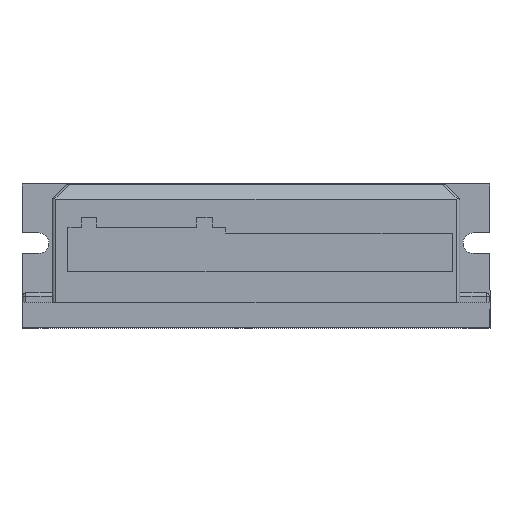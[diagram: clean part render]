
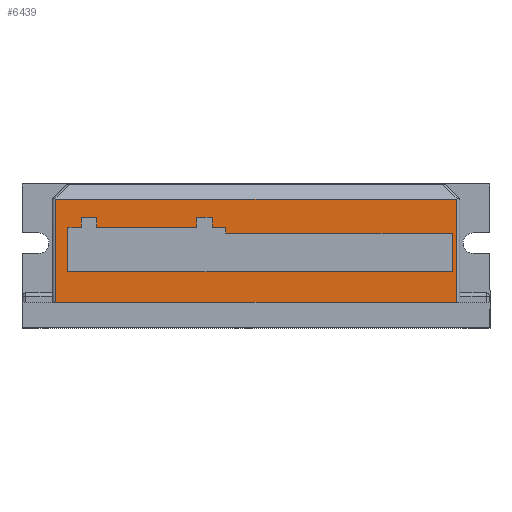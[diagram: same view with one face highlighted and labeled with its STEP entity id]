
A CAD part, top view. The second image highlights one B-rep face of the part: STEP entity #6439.
In plain terms, the highlighted planar face has unit normal (0, 0, 1).
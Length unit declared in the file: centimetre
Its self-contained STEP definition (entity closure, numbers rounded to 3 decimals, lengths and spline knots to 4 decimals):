
#89 = DIRECTION ( 'NONE',  ( 0., -1., 0. ) ) ;
#122 = VECTOR ( 'NONE', #1078, 100. ) ;
#190 = ORIENTED_EDGE ( 'NONE', *, *, #1543, .T. ) ;
#216 = ORIENTED_EDGE ( 'NONE', *, *, #4560, .T. ) ;
#218 = VECTOR ( 'NONE', #6349, 100. ) ;
#345 = EDGE_CURVE ( 'NONE', #4558, #2253, #4595, .T. ) ;
#446 = CARTESIAN_POINT ( 'NONE',  ( 0., 0.1968, 0. ) ) ;
#485 = CARTESIAN_POINT ( 'NONE',  ( -0.602, 0.254, 0. ) ) ;
#618 = ORIENTED_EDGE ( 'NONE', *, *, #5725, .T. ) ;
#628 = CARTESIAN_POINT ( 'NONE',  ( 0., 0.87, 0. ) ) ;
#638 = EDGE_CURVE ( 'NONE', #3035, #2560, #6462, .T. ) ;
#781 = VERTEX_POINT ( 'NONE', #3688 ) ;
#855 = ORIENTED_EDGE ( 'NONE', *, *, #7161, .F. ) ;
#921 = LINE ( 'NONE', #2431, #218 ) ;
#1078 = DIRECTION ( 'NONE',  ( 0., 1., 0. ) ) ;
#1086 = EDGE_CURVE ( 'NONE', #2035, #6667, #6637, .T. ) ;
#1162 = LINE ( 'NONE', #446, #5912 ) ;
#1176 = LINE ( 'NONE', #628, #7002 ) ;
#1179 = CARTESIAN_POINT ( 'NONE',  ( -3.9624, -1.1748, 0. ) ) ;
#1200 = VECTOR ( 'NONE', #1223, 100. ) ;
#1215 = ORIENTED_EDGE ( 'NONE', *, *, #5717, .T. ) ;
#1223 = DIRECTION ( 'NONE',  ( 0., 1., 0. ) ) ;
#1266 = VECTOR ( 'NONE', #6407, 100. ) ;
#1319 = DIRECTION ( 'NONE',  ( 0., 0., 1. ) ) ;
#1355 = DIRECTION ( 'NONE',  ( 1., 0., 0. ) ) ;
#1365 = LINE ( 'NONE', #3862, #2920 ) ;
#1383 = CARTESIAN_POINT ( 'NONE',  ( 0., 0.3112, 0. ) ) ;
#1414 = ORIENTED_EDGE ( 'NONE', *, *, #4219, .T. ) ;
#1531 = CARTESIAN_POINT ( 'NONE',  ( -3.7262, 0.3112, 0. ) ) ;
#1543 = EDGE_CURVE ( 'NONE', #4083, #7384, #1162, .T. ) ;
#1632 = EDGE_CURVE ( 'NONE', #4083, #781, #5017, .T. ) ;
#1657 = FACE_OUTER_BOUND ( 'NONE', #5791, .T. ) ;
#1807 = VECTOR ( 'NONE', #3158, 100. ) ;
#1838 = EDGE_CURVE ( 'NONE', #6667, #5208, #2764, .T. ) ;
#1946 = EDGE_CURVE ( 'NONE', #5208, #4824, #6864, .T. ) ;
#1974 = DIRECTION ( 'NONE',  ( 1., 0., 0. ) ) ;
#2026 = ORIENTED_EDGE ( 'NONE', *, *, #2678, .T. ) ;
#2035 = VERTEX_POINT ( 'NONE', #4881 ) ;
#2081 = VERTEX_POINT ( 'NONE', #5538 ) ;
#2128 = DIRECTION ( 'NONE',  ( 0., 1., 0. ) ) ;
#2216 = CARTESIAN_POINT ( 'NONE',  ( 3.9624, 0.87, 0. ) ) ;
#2240 = CARTESIAN_POINT ( 'NONE',  ( -3.9624, -1.1748, 0. ) ) ;
#2253 = VERTEX_POINT ( 'NONE', #4903 ) ;
#2276 = LINE ( 'NONE', #5170, #2456 ) ;
#2360 = DIRECTION ( 'NONE',  ( 0., -1., 0. ) ) ;
#2370 = CARTESIAN_POINT ( 'NONE',  ( -3.7262, -1.1748, 0. ) ) ;
#2389 = CARTESIAN_POINT ( 'NONE',  ( 3.8862, 0.1968, 0. ) ) ;
#2431 = CARTESIAN_POINT ( 'NONE',  ( 3.8862, -1.1748, 0. ) ) ;
#2438 = VECTOR ( 'NONE', #5093, 100. ) ;
#2456 = VECTOR ( 'NONE', #4590, 100. ) ;
#2463 = PLANE ( 'NONE',  #5917 ) ;
#2560 = VERTEX_POINT ( 'NONE', #2240 ) ;
#2564 = CARTESIAN_POINT ( 'NONE',  ( -3.9624, -1.1748, 0. ) ) ;
#2595 = CARTESIAN_POINT ( 'NONE',  ( -4.6355, -1.1748, 0. ) ) ;
#2639 = LINE ( 'NONE', #4803, #4691 ) ;
#2663 = ORIENTED_EDGE ( 'NONE', *, *, #1946, .T. ) ;
#2678 = EDGE_CURVE ( 'NONE', #7384, #2035, #921, .T. ) ;
#2700 = ORIENTED_EDGE ( 'NONE', *, *, #5026, .T. ) ;
#2734 = CARTESIAN_POINT ( 'NONE',  ( -1.1735, -1.1748, 0. ) ) ;
#2742 = LINE ( 'NONE', #1179, #3529 ) ;
#2764 = LINE ( 'NONE', #2370, #1200 ) ;
#2798 = CARTESIAN_POINT ( 'NONE',  ( -3.7262, -0.5652, 0. ) ) ;
#2813 = CARTESIAN_POINT ( 'NONE',  ( -3.9624, 0.87, 0. ) ) ;
#2920 = VECTOR ( 'NONE', #2360, 100. ) ;
#2949 = CARTESIAN_POINT ( 'NONE',  ( -3.1547, -1.1748, 0. ) ) ;
#3035 = VERTEX_POINT ( 'NONE', #6153 ) ;
#3059 = CARTESIAN_POINT ( 'NONE',  ( -3.1547, 0.3112, 0. ) ) ;
#3064 = CARTESIAN_POINT ( 'NONE',  ( 0., 0.3112, 0. ) ) ;
#3158 = DIRECTION ( 'NONE',  ( -1., 0., 0. ) ) ;
#3491 = ORIENTED_EDGE ( 'NONE', *, *, #1086, .T. ) ;
#3529 = VECTOR ( 'NONE', #4141, 100. ) ;
#3562 = CARTESIAN_POINT ( 'NONE',  ( -0.602, 0.1968, 0. ) ) ;
#3575 = DIRECTION ( 'NONE',  ( 1., 0., 0. ) ) ;
#3688 = CARTESIAN_POINT ( 'NONE',  ( -0.602, 0.3112, 0. ) ) ;
#3862 = CARTESIAN_POINT ( 'NONE',  ( 3.9624, -0.1485, 0. ) ) ;
#3957 = CARTESIAN_POINT ( 'NONE',  ( -3.4595, -1.1748, 0. ) ) ;
#3993 = CARTESIAN_POINT ( 'NONE',  ( -3.4595, 0.5067, 0. ) ) ;
#4049 = CARTESIAN_POINT ( 'NONE',  ( -1.1735, 0.3112, 0. ) ) ;
#4083 = VERTEX_POINT ( 'NONE', #3562 ) ;
#4085 = EDGE_CURVE ( 'NONE', #6075, #7377, #4521, .T. ) ;
#4095 = DIRECTION ( 'NONE',  ( -1., 0., 0. ) ) ;
#4104 = EDGE_LOOP ( 'NONE', ( #4638, #5612, #190, #2026, #3491, #5603, #2663, #5089, #2700, #4284, #1414, #216, #6868, #1215 ) ) ;
#4141 = DIRECTION ( 'NONE',  ( 0., -1., 0. ) ) ;
#4219 = EDGE_CURVE ( 'NONE', #7377, #6874, #5234, .T. ) ;
#4246 = VECTOR ( 'NONE', #2128, 100. ) ;
#4255 = VECTOR ( 'NONE', #89, 100. ) ;
#4269 = ORIENTED_EDGE ( 'NONE', *, *, #638, .F. ) ;
#4284 = ORIENTED_EDGE ( 'NONE', *, *, #4085, .T. ) ;
#4342 = VECTOR ( 'NONE', #1974, 100. ) ;
#4521 = LINE ( 'NONE', #2949, #4255 ) ;
#4558 = VERTEX_POINT ( 'NONE', #7244 ) ;
#4560 = EDGE_CURVE ( 'NONE', #6874, #4558, #6933, .T. ) ;
#4590 = DIRECTION ( 'NONE',  ( 0., -1., 0. ) ) ;
#4595 = LINE ( 'NONE', #5810, #1266 ) ;
#4604 = EDGE_CURVE ( 'NONE', #4824, #6261, #5407, .T. ) ;
#4638 = ORIENTED_EDGE ( 'NONE', *, *, #6191, .T. ) ;
#4691 = VECTOR ( 'NONE', #1355, 100. ) ;
#4803 = CARTESIAN_POINT ( 'NONE',  ( 0., 0.5067, 0. ) ) ;
#4824 = VERTEX_POINT ( 'NONE', #7432 ) ;
#4881 = CARTESIAN_POINT ( 'NONE',  ( 3.8862, -0.5652, 0. ) ) ;
#4903 = CARTESIAN_POINT ( 'NONE',  ( -0.8687, 0.5067, 0. ) ) ;
#5014 = CARTESIAN_POINT ( 'NONE',  ( 0., -0.5652, 0. ) ) ;
#5017 = LINE ( 'NONE', #485, #2438 ) ;
#5026 = EDGE_CURVE ( 'NONE', #6261, #6075, #2639, .T. ) ;
#5089 = ORIENTED_EDGE ( 'NONE', *, *, #4604, .T. ) ;
#5093 = DIRECTION ( 'NONE',  ( 0., 1., 0. ) ) ;
#5162 = DIRECTION ( 'NONE',  ( 1., 0., 0. ) ) ;
#5170 = CARTESIAN_POINT ( 'NONE',  ( -0.8687, -1.1748, 0. ) ) ;
#5208 = VERTEX_POINT ( 'NONE', #1531 ) ;
#5234 = LINE ( 'NONE', #1383, #4342 ) ;
#5271 = ORIENTED_EDGE ( 'NONE', *, *, #5547, .T. ) ;
#5407 = LINE ( 'NONE', #3957, #122 ) ;
#5538 = CARTESIAN_POINT ( 'NONE',  ( -0.8687, 0.3112, 0. ) ) ;
#5547 = EDGE_CURVE ( 'NONE', #6696, #2560, #2742, .T. ) ;
#5603 = ORIENTED_EDGE ( 'NONE', *, *, #1838, .T. ) ;
#5607 = FACE_BOUND ( 'NONE', #4104, .T. ) ;
#5612 = ORIENTED_EDGE ( 'NONE', *, *, #1632, .F. ) ;
#5717 = EDGE_CURVE ( 'NONE', #2253, #2081, #2276, .T. ) ;
#5725 = EDGE_CURVE ( 'NONE', #7033, #6696, #1176, .T. ) ;
#5791 = EDGE_LOOP ( 'NONE', ( #5271, #4269, #855, #618 ) ) ;
#5810 = CARTESIAN_POINT ( 'NONE',  ( 0., 0.5067, 0. ) ) ;
#5912 = VECTOR ( 'NONE', #7390, 100. ) ;
#5917 = AXIS2_PLACEMENT_3D ( 'NONE', #2564, #1319, #5952 ) ;
#5952 = DIRECTION ( 'NONE',  ( 1., 0., 0. ) ) ;
#6075 = VERTEX_POINT ( 'NONE', #7343 ) ;
#6146 = VECTOR ( 'NONE', #5162, 100. ) ;
#6153 = CARTESIAN_POINT ( 'NONE',  ( 3.9624, -1.1748, 0. ) ) ;
#6169 = DIRECTION ( 'NONE',  ( -1., 0., 0. ) ) ;
#6191 = EDGE_CURVE ( 'NONE', #2081, #781, #6781, .T. ) ;
#6261 = VERTEX_POINT ( 'NONE', #3993 ) ;
#6349 = DIRECTION ( 'NONE',  ( 0., -1., 0. ) ) ;
#6407 = DIRECTION ( 'NONE',  ( 1., 0., 0. ) ) ;
#6439 = ADVANCED_FACE ( 'NONE', ( #5607, #1657 ), #2463, .T. ) ;
#6462 = LINE ( 'NONE', #2595, #1807 ) ;
#6637 = LINE ( 'NONE', #5014, #7085 ) ;
#6667 = VERTEX_POINT ( 'NONE', #2798 ) ;
#6696 = VERTEX_POINT ( 'NONE', #2813 ) ;
#6781 = LINE ( 'NONE', #7382, #6146 ) ;
#6864 = LINE ( 'NONE', #3064, #7217 ) ;
#6868 = ORIENTED_EDGE ( 'NONE', *, *, #345, .T. ) ;
#6874 = VERTEX_POINT ( 'NONE', #4049 ) ;
#6933 = LINE ( 'NONE', #2734, #4246 ) ;
#7002 = VECTOR ( 'NONE', #4095, 100. ) ;
#7033 = VERTEX_POINT ( 'NONE', #2216 ) ;
#7085 = VECTOR ( 'NONE', #6169, 100. ) ;
#7161 = EDGE_CURVE ( 'NONE', #7033, #3035, #1365, .T. ) ;
#7217 = VECTOR ( 'NONE', #3575, 100. ) ;
#7244 = CARTESIAN_POINT ( 'NONE',  ( -1.1735, 0.5067, 0. ) ) ;
#7343 = CARTESIAN_POINT ( 'NONE',  ( -3.1547, 0.5067, 0. ) ) ;
#7377 = VERTEX_POINT ( 'NONE', #3059 ) ;
#7382 = CARTESIAN_POINT ( 'NONE',  ( 0., 0.3112, 0. ) ) ;
#7384 = VERTEX_POINT ( 'NONE', #2389 ) ;
#7390 = DIRECTION ( 'NONE',  ( 1., 0., 0. ) ) ;
#7432 = CARTESIAN_POINT ( 'NONE',  ( -3.4595, 0.3112, 0. ) ) ;
